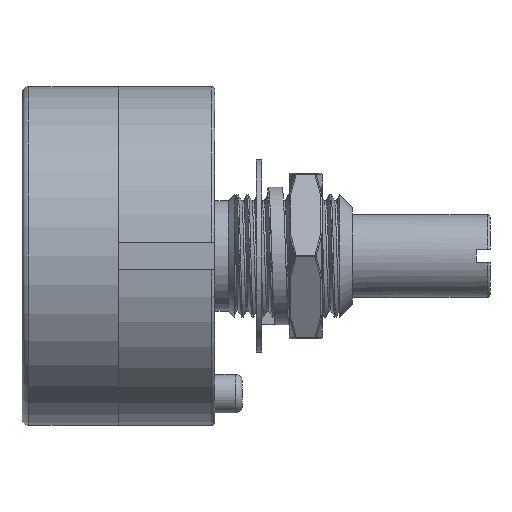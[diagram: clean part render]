
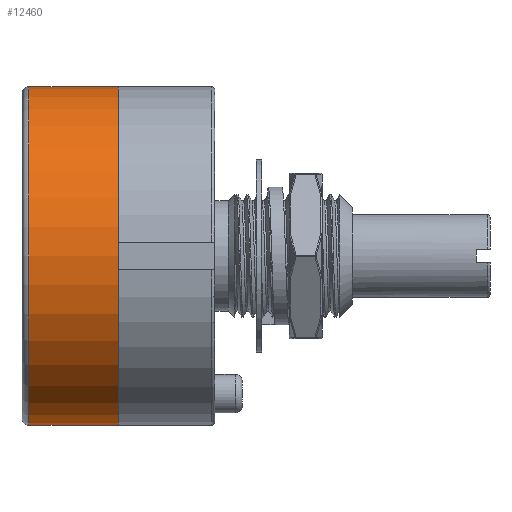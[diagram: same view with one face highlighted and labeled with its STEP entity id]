
A CAD part, front view. The second image highlights one B-rep face of the part: STEP entity #12460.
In plain terms, the highlighted cylindrical face has radius 12.3 mm (diameter 24.6 mm), a full revolution.
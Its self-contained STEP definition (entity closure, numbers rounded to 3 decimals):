
#478=CYLINDRICAL_SURFACE('',#12959,12.3);
#1226=LINE('',#20791,#2168);
#2168=VECTOR('',#14344,12.3);
#3141=FACE_OUTER_BOUND('',#3887,.T.);
#3887=EDGE_LOOP('',(#10721,#10722,#10723,#10724,#10725));
#4183=CIRCLE('',#12957,12.3);
#4184=CIRCLE('',#12958,12.3);
#4185=CIRCLE('',#12960,12.3);
#5953=VERTEX_POINT('',#20784);
#5954=VERTEX_POINT('',#20786);
#5955=VERTEX_POINT('',#20790);
#7588=EDGE_CURVE('',#5953,#5954,#4183,.T.);
#7589=EDGE_CURVE('',#5954,#5953,#4184,.T.);
#7590=EDGE_CURVE('',#5954,#5955,#1226,.T.);
#7591=EDGE_CURVE('',#5955,#5955,#4185,.T.);
#10721=ORIENTED_EDGE('',*,*,#7589,.F.);
#10722=ORIENTED_EDGE('',*,*,#7590,.T.);
#10723=ORIENTED_EDGE('',*,*,#7591,.F.);
#10724=ORIENTED_EDGE('',*,*,#7590,.F.);
#10725=ORIENTED_EDGE('',*,*,#7588,.F.);
#12460=ADVANCED_FACE('',(#3141),#478,.T.);
#12957=AXIS2_PLACEMENT_3D('',#20787,#14338,#14339);
#12958=AXIS2_PLACEMENT_3D('',#20788,#14340,#14341);
#12959=AXIS2_PLACEMENT_3D('',#20789,#14342,#14343);
#12960=AXIS2_PLACEMENT_3D('',#20792,#14345,#14346);
#14338=DIRECTION('center_axis',(-1.,0.,0.));
#14339=DIRECTION('ref_axis',(0.,0.,-1.));
#14340=DIRECTION('center_axis',(-1.,0.,0.));
#14341=DIRECTION('ref_axis',(0.,0.,-1.));
#14342=DIRECTION('center_axis',(-1.,0.,0.));
#14343=DIRECTION('ref_axis',(0.,0.,-1.));
#14344=DIRECTION('',(1.,0.,0.));
#14345=DIRECTION('center_axis',(1.,0.,0.));
#14346=DIRECTION('ref_axis',(0.,0.,-1.));
#20784=CARTESIAN_POINT('',(-6.5,0.,-12.3));
#20786=CARTESIAN_POINT('',(-6.5,0.,12.3));
#20787=CARTESIAN_POINT('Origin',(-6.5,0.,0.));
#20788=CARTESIAN_POINT('Origin',(-6.5,0.,0.));
#20789=CARTESIAN_POINT('Origin',(0.,0.,0.));
#20790=CARTESIAN_POINT('',(0.,0.,12.3));
#20791=CARTESIAN_POINT('',(0.,0.,12.3));
#20792=CARTESIAN_POINT('Origin',(0.,0.,0.));
